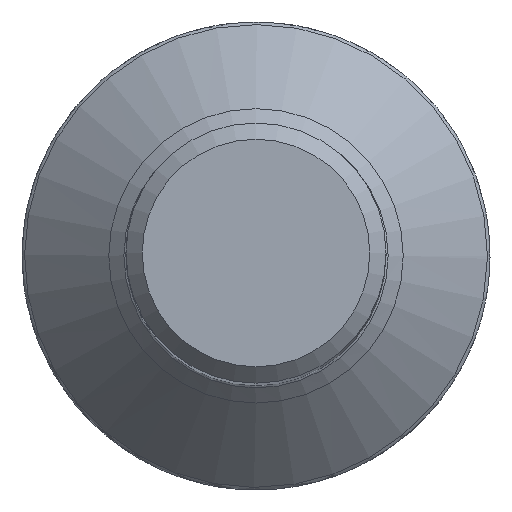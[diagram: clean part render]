
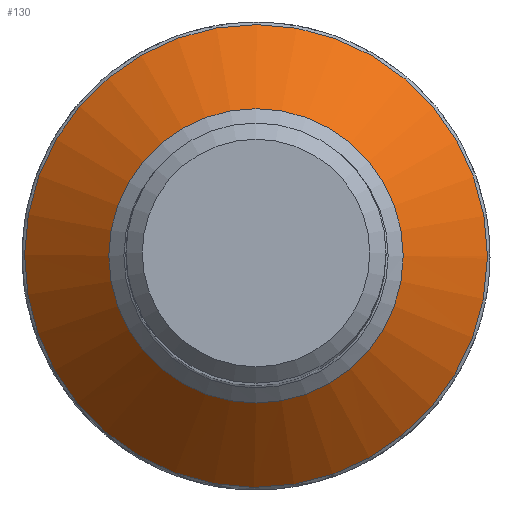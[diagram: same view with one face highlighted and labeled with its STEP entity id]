
A CAD part, top view. The second image highlights one B-rep face of the part: STEP entity #130.
In plain terms, the highlighted face is a revolution surface.
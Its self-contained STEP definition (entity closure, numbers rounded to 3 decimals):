
#36=SURFACE_OF_REVOLUTION('',#62,#49);
#49=AXIS1_PLACEMENT('',#658,#503);
#62=B_SPLINE_CURVE_WITH_KNOTS('',3,(#646,#647,#648,#649,#650,#651,#652,
#653,#654,#655,#656,#657),.UNSPECIFIED.,.F.,.F.,(4,1,1,1,1,1,1,1,1,4),(0.,
0.238,0.357,0.477,0.596,
0.715,0.834,0.894,0.953,
1.),.UNSPECIFIED.);
#130=ADVANCED_FACE('',(#180,#181),#36,.F.);
#180=FACE_BOUND('',#230,.T.);
#181=FACE_BOUND('',#231,.T.);
#230=EDGE_LOOP('',(#288));
#231=EDGE_LOOP('',(#289));
#288=ORIENTED_EDGE('',*,*,#352,.T.);
#289=ORIENTED_EDGE('',*,*,#353,.F.);
#323=VERTEX_POINT('',#627);
#324=VERTEX_POINT('',#645);
#352=EDGE_CURVE('',#323,#323,#375,.T.);
#353=EDGE_CURVE('',#324,#324,#376,.T.);
#375=CIRCLE('',#416,14.233);
#376=CIRCLE('',#417,9.054);
#416=AXIS2_PLACEMENT_3D('',#626,#498,#499);
#417=AXIS2_PLACEMENT_3D('',#644,#501,#502);
#498=DIRECTION('',(0.,0.,1.));
#499=DIRECTION('',(1.,0.,0.));
#501=DIRECTION('',(0.,0.,1.));
#502=DIRECTION('',(1.,0.,0.));
#503=DIRECTION('',(0.,0.,1.));
#626=CARTESIAN_POINT('',(0.,0.,-103.103));
#627=CARTESIAN_POINT('',(14.233,0.,-103.103));
#644=CARTESIAN_POINT('',(0.,0.,-97.909));
#645=CARTESIAN_POINT('',(9.054,0.,-97.909));
#646=CARTESIAN_POINT('',(0.127,-9.053,-97.909));
#647=CARTESIAN_POINT('',(0.116,-9.466,-98.319));
#648=CARTESIAN_POINT('',(0.1,-10.086,-98.935));
#649=CARTESIAN_POINT('',(0.079,-10.911,-99.758));
#650=CARTESIAN_POINT('',(0.065,-11.528,-100.377));
#651=CARTESIAN_POINT('',(0.051,-12.145,-100.996));
#652=CARTESIAN_POINT('',(0.04,-12.761,-101.616));
#653=CARTESIAN_POINT('',(0.032,-13.274,-102.133));
#654=CARTESIAN_POINT('',(0.026,-13.684,-102.547));
#655=CARTESIAN_POINT('',(0.024,-13.969,-102.836));
#656=CARTESIAN_POINT('',(0.023,-14.153,-103.021));
#657=CARTESIAN_POINT('',(0.022,-14.233,-103.103));
#658=CARTESIAN_POINT('',(0.,0.,-83.));
